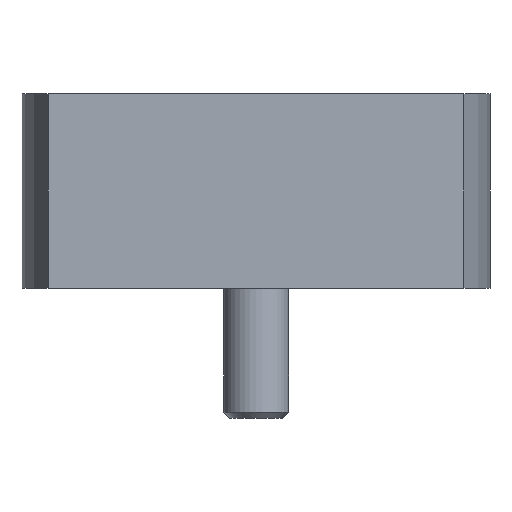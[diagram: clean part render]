
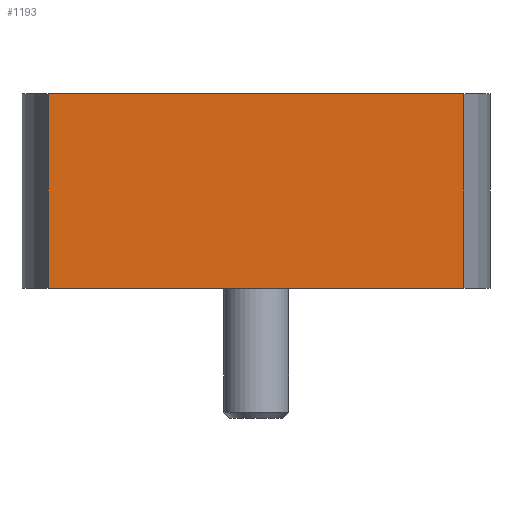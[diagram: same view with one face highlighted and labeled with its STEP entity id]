
A CAD part, left-side view. The second image highlights one B-rep face of the part: STEP entity #1193.
In plain terms, the highlighted planar face has unit normal (-1, 0, 0).
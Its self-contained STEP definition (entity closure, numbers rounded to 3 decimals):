
#149=ORIENTED_EDGE('',*,*,#471,.T.);
#150=ORIENTED_EDGE('',*,*,#472,.F.);
#151=ORIENTED_EDGE('',*,*,#473,.F.);
#152=ORIENTED_EDGE('',*,*,#474,.T.);
#471=EDGE_CURVE('',#632,#633,#745,.T.);
#472=EDGE_CURVE('',#634,#633,#746,.T.);
#473=EDGE_CURVE('',#635,#634,#747,.T.);
#474=EDGE_CURVE('',#635,#632,#748,.T.);
#632=VERTEX_POINT('',#1845);
#633=VERTEX_POINT('',#1846);
#634=VERTEX_POINT('',#1848);
#635=VERTEX_POINT('',#1850);
#745=LINE('',#1844,#834);
#746=LINE('',#1847,#835);
#747=LINE('',#1849,#836);
#748=LINE('',#1851,#837);
#834=VECTOR('',#1455,1000.);
#835=VECTOR('',#1456,1000.);
#836=VECTOR('',#1457,1000.);
#837=VECTOR('',#1458,1000.);
#923=EDGE_LOOP('',(#149,#150,#151,#152));
#1036=FACE_BOUND('',#923,.T.);
#1152=PLANE('',#1301);
#1193=ADVANCED_FACE('',(#1036),#1152,.F.);
#1301=AXIS2_PLACEMENT_3D('',#1843,#1453,#1454);
#1453=DIRECTION('',(1.,0.,0.));
#1454=DIRECTION('',(0.,0.,-1.));
#1455=DIRECTION('',(0.,-1.,0.));
#1456=DIRECTION('',(0.,0.,-1.));
#1457=DIRECTION('',(0.,-1.,0.));
#1458=DIRECTION('',(0.,0.,-1.));
#1843=CARTESIAN_POINT('',(-33.5,16.,7.5));
#1844=CARTESIAN_POINT('',(-33.5,16.,-7.5));
#1845=CARTESIAN_POINT('',(-33.5,16.,-7.5));
#1846=CARTESIAN_POINT('',(-33.5,-16.,-7.5));
#1847=CARTESIAN_POINT('',(-33.5,-16.,7.5));
#1848=CARTESIAN_POINT('',(-33.5,-16.,7.5));
#1849=CARTESIAN_POINT('',(-33.5,16.,7.5));
#1850=CARTESIAN_POINT('',(-33.5,16.,7.5));
#1851=CARTESIAN_POINT('',(-33.5,16.,7.5));
